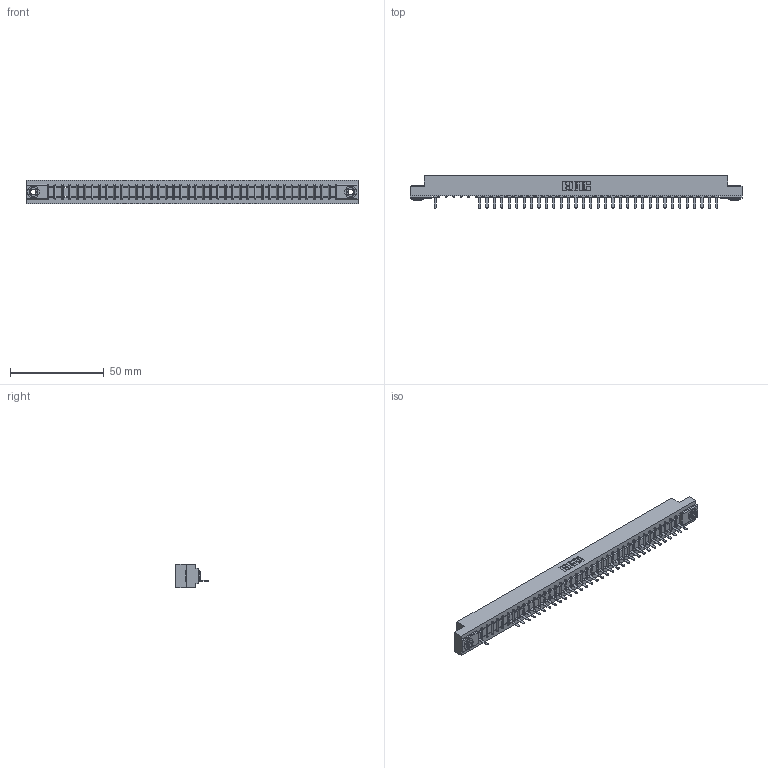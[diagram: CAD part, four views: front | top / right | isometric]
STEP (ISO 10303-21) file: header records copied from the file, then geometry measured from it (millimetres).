
FILE_DESCRIPTION (( 'STEP AP203' ), '1' );
FILE_NAME ('357-039-521-103.STEP', '2018-08-10T11:46:45', ( '' ), ( '' ), 'SwSTEP 2.0', 'SolidWorks 2016', '' );
FILE_SCHEMA (( 'CONFIG_CONTROL_DESIGN' ));
Length unit declared in the file: inch
Products named in the file (4): 307 Part_.156 Dia Mounting Holes; 307-290-002_521; 345-250-002_345-250-002-102; 357-039-521-103
Assembly tree (37 placements, depth 2):
  357-039-521-103
    307 Part_.156 Dia Mounting Holes
    307-290-002_521  x34
    345-250-002_345-250-002-102  x2
Bounding box: 177.55 x 17.42 x 12.7 mm (x, y, z)
Volume: 18835.9 mm3; surface area: 22945.9 mm2
Topology: 37 solids, 37 shells, 2826 faces, 8643 edges, 5650 vertices
Faces by surface type: plane 1684, cylinder 1054, sphere 80, cone 8
Entity records: 35427 total; most frequent: CARTESIAN_POINT 5976, ORIENTED_EDGE 5962, DIRECTION 5817, EDGE_CURVE 2981, VECTOR 2275, LINE 2275, VERTEX_POINT 1930, AXIS2_PLACEMENT_3D 1771
